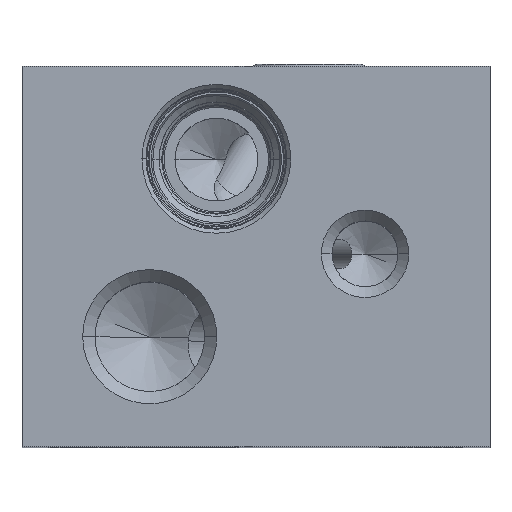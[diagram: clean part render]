
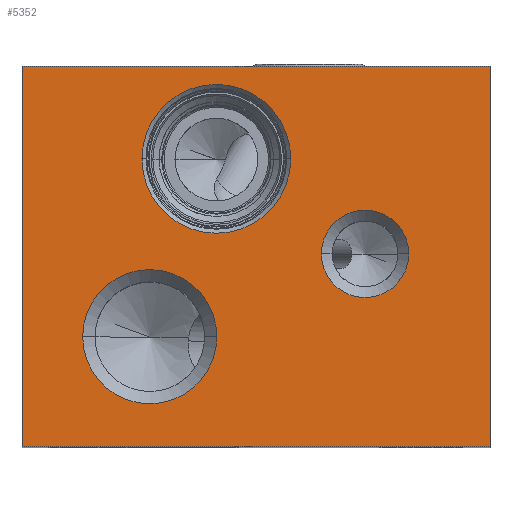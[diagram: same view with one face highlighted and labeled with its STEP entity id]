
A CAD part, top view. The second image highlights one B-rep face of the part: STEP entity #5352.
In plain terms, the highlighted planar face has unit normal (0, 0, 1).
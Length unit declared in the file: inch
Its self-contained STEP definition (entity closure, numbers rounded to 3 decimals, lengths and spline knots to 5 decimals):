
#143=DIRECTION('',(0.,-1.,0.));
#144=VECTOR('',#143,2.438);
#145=CARTESIAN_POINT('',(0.,0.,4.875));
#146=LINE('',#145,#144);
#147=DIRECTION('',(-1.,0.,0.));
#148=VECTOR('',#147,3.);
#149=CARTESIAN_POINT('',(3.,0.,4.875));
#150=LINE('',#149,#148);
#151=DIRECTION('',(0.,1.,0.));
#152=VECTOR('',#151,2.438);
#153=CARTESIAN_POINT('',(3.,-2.438,4.875));
#154=LINE('',#153,#152);
#155=DIRECTION('',(1.,0.,0.));
#156=VECTOR('',#155,3.);
#157=CARTESIAN_POINT('',(0.,-2.438,4.875));
#158=LINE('',#157,#156);
#159=CARTESIAN_POINT('',(1.246,-0.594,4.875));
#160=DIRECTION('',(0.,0.,-1.));
#161=DIRECTION('',(-1.,0.,0.));
#162=AXIS2_PLACEMENT_3D('',#159,#160,#161);
#164=CARTESIAN_POINT('',(1.246,-0.594,4.875));
#165=DIRECTION('',(0.,0.,-1.));
#166=DIRECTION('',(1.,0.,0.));
#167=AXIS2_PLACEMENT_3D('',#164,#165,#166);
#169=CARTESIAN_POINT('',(0.819,-1.734,4.875));
#170=DIRECTION('',(0.,0.,-1.));
#171=DIRECTION('',(-1.,0.,0.));
#172=AXIS2_PLACEMENT_3D('',#169,#170,#171);
#174=CARTESIAN_POINT('',(0.819,-1.734,4.875));
#175=DIRECTION('',(0.,0.,-1.));
#176=DIRECTION('',(1.,0.,0.));
#177=AXIS2_PLACEMENT_3D('',#174,#175,#176);
#179=CARTESIAN_POINT('',(2.199,-1.203,4.875));
#180=DIRECTION('',(0.,0.,-1.));
#181=DIRECTION('',(-1.,0.,0.));
#182=AXIS2_PLACEMENT_3D('',#179,#180,#181);
#184=CARTESIAN_POINT('',(2.199,-1.203,4.875));
#185=DIRECTION('',(0.,0.,-1.));
#186=DIRECTION('',(1.,0.,0.));
#187=AXIS2_PLACEMENT_3D('',#184,#185,#186);
#4704=CARTESIAN_POINT('',(0.,0.,4.875));
#4705=CARTESIAN_POINT('',(0.,-2.438,4.875));
#4706=VERTEX_POINT('',#4704);
#4707=VERTEX_POINT('',#4705);
#4708=CARTESIAN_POINT('',(3.,-2.438,4.875));
#4709=VERTEX_POINT('',#4708);
#4710=CARTESIAN_POINT('',(3.,0.,4.875));
#4711=VERTEX_POINT('',#4710);
#4748=CARTESIAN_POINT('',(0.769,-0.594,4.875));
#4749=CARTESIAN_POINT('',(1.723,-0.594,4.875));
#4750=VERTEX_POINT('',#4748);
#4751=VERTEX_POINT('',#4749);
#4794=CARTESIAN_POINT('',(1.249,-1.734,4.875));
#4795=VERTEX_POINT('',#4794);
#4796=CARTESIAN_POINT('',(0.389,-1.734,4.875));
#4797=VERTEX_POINT('',#4796);
#4812=CARTESIAN_POINT('',(2.479,-1.203,4.875));
#4813=VERTEX_POINT('',#4812);
#4814=CARTESIAN_POINT('',(1.919,-1.203,4.875));
#4815=VERTEX_POINT('',#4814);
#5323=CARTESIAN_POINT('',(0.,0.,4.875));
#5324=DIRECTION('',(0.,0.,1.));
#5325=DIRECTION('',(1.,0.,0.));
#5326=AXIS2_PLACEMENT_3D('',#5323,#5324,#5325);
#5327=PLANE('',#5326);
#5328=ORIENTED_EDGE('',*,*,#5233,.F.);
#5329=ORIENTED_EDGE('',*,*,#5248,.F.);
#5330=ORIENTED_EDGE('',*,*,#5280,.F.);
#5331=ORIENTED_EDGE('',*,*,#5293,.F.);
#5332=EDGE_LOOP('',(#5328,#5329,#5330,#5331));
#5333=FACE_OUTER_BOUND('',#5332,.F.);
#5335=ORIENTED_EDGE('',*,*,#5334,.F.);
#5337=ORIENTED_EDGE('',*,*,#5336,.F.);
#5338=EDGE_LOOP('',(#5335,#5337));
#5339=FACE_BOUND('',#5338,.F.);
#5341=ORIENTED_EDGE('',*,*,#5340,.F.);
#5343=ORIENTED_EDGE('',*,*,#5342,.F.);
#5344=EDGE_LOOP('',(#5341,#5343));
#5345=FACE_BOUND('',#5344,.F.);
#5347=ORIENTED_EDGE('',*,*,#5346,.F.);
#5349=ORIENTED_EDGE('',*,*,#5348,.F.);
#5350=EDGE_LOOP('',(#5347,#5349));
#5351=FACE_BOUND('',#5350,.F.);
#5352=ADVANCED_FACE('',(#5333,#5339,#5345,#5351),#5327,.T.);
#163=CIRCLE('',#162,0.477);
#168=CIRCLE('',#167,0.477);
#173=CIRCLE('',#172,0.43);
#178=CIRCLE('',#177,0.43);
#183=CIRCLE('',#182,0.28);
#188=CIRCLE('',#187,0.28);
#5233=EDGE_CURVE('',#4706,#4707,#146,.T.);
#5248=EDGE_CURVE('',#4711,#4706,#150,.T.);
#5280=EDGE_CURVE('',#4709,#4711,#154,.T.);
#5293=EDGE_CURVE('',#4707,#4709,#158,.T.);
#5334=EDGE_CURVE('',#4750,#4751,#163,.T.);
#5336=EDGE_CURVE('',#4751,#4750,#168,.T.);
#5340=EDGE_CURVE('',#4797,#4795,#173,.T.);
#5342=EDGE_CURVE('',#4795,#4797,#178,.T.);
#5346=EDGE_CURVE('',#4815,#4813,#183,.T.);
#5348=EDGE_CURVE('',#4813,#4815,#188,.T.);
